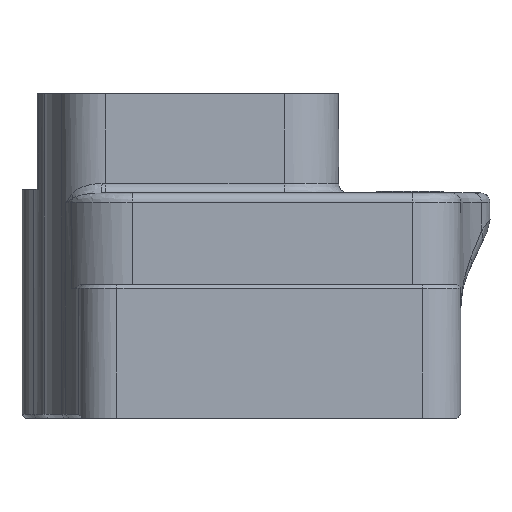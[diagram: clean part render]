
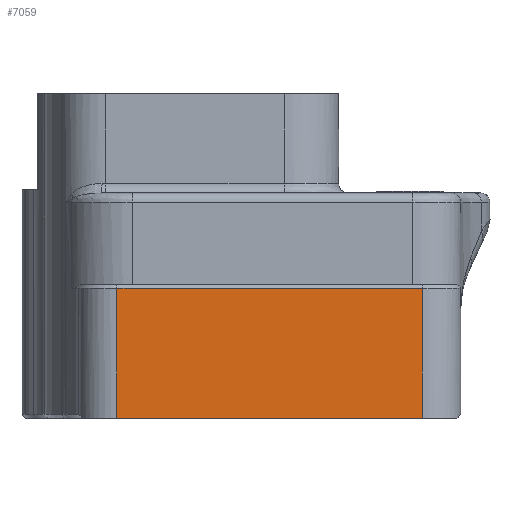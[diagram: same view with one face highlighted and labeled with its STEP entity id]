
A CAD part, front view. The second image highlights one B-rep face of the part: STEP entity #7059.
In plain terms, the highlighted planar face has unit normal (0, -1, 0).
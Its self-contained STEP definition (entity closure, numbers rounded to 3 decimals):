
#280 = PLANE ( 'NONE',  #9839 ) ;
#443 = ORIENTED_EDGE ( 'NONE', *, *, #7637, .F. ) ;
#709 = DIRECTION ( 'NONE',  ( 1., 0., 0. ) ) ;
#959 = CARTESIAN_POINT ( 'NONE',  ( -11.2, -194.8, -22. ) ) ;
#1307 = VERTEX_POINT ( 'NONE', #8061 ) ;
#1580 = FACE_OUTER_BOUND ( 'NONE', #4075, .T. ) ;
#1691 = VECTOR ( 'NONE', #8666, 1000. ) ;
#1760 = CARTESIAN_POINT ( 'NONE',  ( -4.988, -194.8, -22. ) ) ;
#2200 = VERTEX_POINT ( 'NONE', #7950 ) ;
#2485 = LINE ( 'NONE', #7133, #6704 ) ;
#3279 = EDGE_CURVE ( 'NONE', #1307, #2200, #5345, .T. ) ;
#4075 = EDGE_LOOP ( 'NONE', ( #443, #5706, #6968, #5497 ) ) ;
#4192 = LINE ( 'NONE', #10498, #1691 ) ;
#4671 = CARTESIAN_POINT ( 'NONE',  ( -16., -194.8, -22. ) ) ;
#4953 = LINE ( 'NONE', #1760, #7481 ) ;
#5345 = LINE ( 'NONE', #9999, #9905 ) ;
#5453 = VERTEX_POINT ( 'NONE', #5723 ) ;
#5497 = ORIENTED_EDGE ( 'NONE', *, *, #3279, .F. ) ;
#5706 = ORIENTED_EDGE ( 'NONE', *, *, #7994, .T. ) ;
#5723 = CARTESIAN_POINT ( 'NONE',  ( 16., -194.8, -22. ) ) ;
#6704 = VECTOR ( 'NONE', #7241, 1000. ) ;
#6968 = ORIENTED_EDGE ( 'NONE', *, *, #9890, .F. ) ;
#7059 = ADVANCED_FACE ( 'NONE', ( #1580 ), #280, .F. ) ;
#7133 = CARTESIAN_POINT ( 'NONE',  ( -16., -194.8, -22. ) ) ;
#7241 = DIRECTION ( 'NONE',  ( 0., 0., 1. ) ) ;
#7481 = VECTOR ( 'NONE', #8546, 1000. ) ;
#7637 = EDGE_CURVE ( 'NONE', #7760, #1307, #2485, .T. ) ;
#7760 = VERTEX_POINT ( 'NONE', #4671 ) ;
#7950 = CARTESIAN_POINT ( 'NONE',  ( 16., -194.8, -8.4 ) ) ;
#7994 = EDGE_CURVE ( 'NONE', #7760, #5453, #4953, .T. ) ;
#8061 = CARTESIAN_POINT ( 'NONE',  ( -16., -194.8, -8.4 ) ) ;
#8546 = DIRECTION ( 'NONE',  ( 1., 0., 0. ) ) ;
#8616 = DIRECTION ( 'NONE',  ( 0., 0., 1. ) ) ;
#8652 = DIRECTION ( 'NONE',  ( 0., 1., 0. ) ) ;
#8666 = DIRECTION ( 'NONE',  ( 0., 0., -1. ) ) ;
#9839 = AXIS2_PLACEMENT_3D ( 'NONE', #959, #8652, #8616 ) ;
#9890 = EDGE_CURVE ( 'NONE', #2200, #5453, #4192, .T. ) ;
#9905 = VECTOR ( 'NONE', #709, 1000. ) ;
#9999 = CARTESIAN_POINT ( 'NONE',  ( -11.2, -194.8, -8.4 ) ) ;
#10498 = CARTESIAN_POINT ( 'NONE',  ( 16., -194.8, -22. ) ) ;
